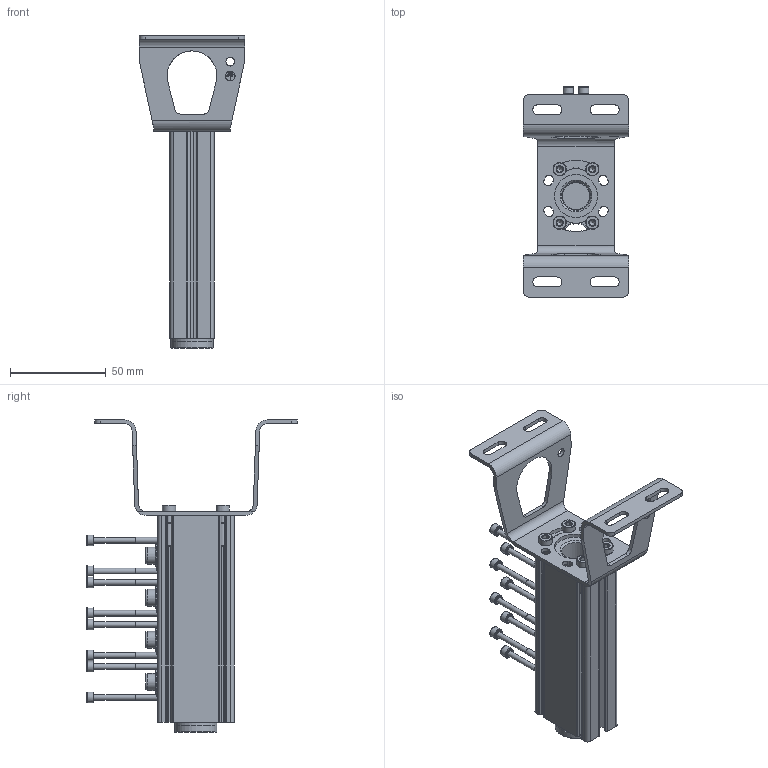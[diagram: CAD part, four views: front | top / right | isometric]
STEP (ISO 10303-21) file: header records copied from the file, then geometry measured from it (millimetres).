
FILE_DESCRIPTION(/* description */ ('STEP AP214'),/* implementation_level */ '2;1');
FILE_NAME(/* name */ '576416_VABM-B10-20-G38-4-P53-E',/* time_stamp */ '2024-09-15T21:17:44+02:00',/* author */ ('License CC BY-ND 4.0'),/* organization */ ('CADENAS'),/* preprocessor_version */ 'ST-DEVELOPER v19.3',/* originating_system */ 'PARTsolutions',/* authorisation */ ' ');
FILE_SCHEMA (('AUTOMOTIVE_DESIGN {1 0 10303 214 3 1 1}'));
Length unit declared in the file: millimetre
Products named in the file (7): 576416 VABM-B10-20-G38-4-P53-E; 576416 VABM-B10-20-G38-4-P53-E---(M); 1354302 VUVS-G18---(S); 2833702 F-M3x40-10.9; 3570 B-3/8---(Plug); 1485686 VAME-B10-20-A-E---(V); 3041592 F-M4x18/12
Assembly tree (19 placements, depth 2):
  576416 VABM-B10-20-G38-4-P53-E
    576416 VABM-B10-20-G38-4-P53-E---(M)
    1354302 VUVS-G18---(S)  x4
    2833702 F-M3x40-10.9  x8
    3570 B-3/8---(Plug)
    1485686 VAME-B10-20-A-E---(V)
    3041592 F-M4x18/12  x4
Bounding box: 55 x 110.1 x 163.2 mm (x, y, z)
Volume: 90002.4 mm3; surface area: 52674.5 mm2
Topology: 19 solids, 19 shells, 744 faces, 1825 edges, 1161 vertices
Faces by surface type: plane 404, cylinder 220, cone 91, torus 29
Full cylindrical faces by diameter (mm): 2.459 x8, 2.92 x8, 3 x8, 3.242 x1, 3.45 x4, 4 x4, 4.5 x2, 5 x3, 5.5 x8, 6 x8, 7 x4, 8.9 x4, 10.8 x4, 14.3 x1, 14.95 x2, 15 x4, 16.662 x1, 19.8 x1, 22 x2, 22.5 x1
Entity records: 11403 total; most frequent: CARTESIAN_POINT 2033, DIRECTION 1968, ORIENTED_EDGE 1744, EDGE_CURVE 872, AXIS2_PLACEMENT_3D 722, VERTEX_POINT 621, FACE_BOUND 531, LINE 524
